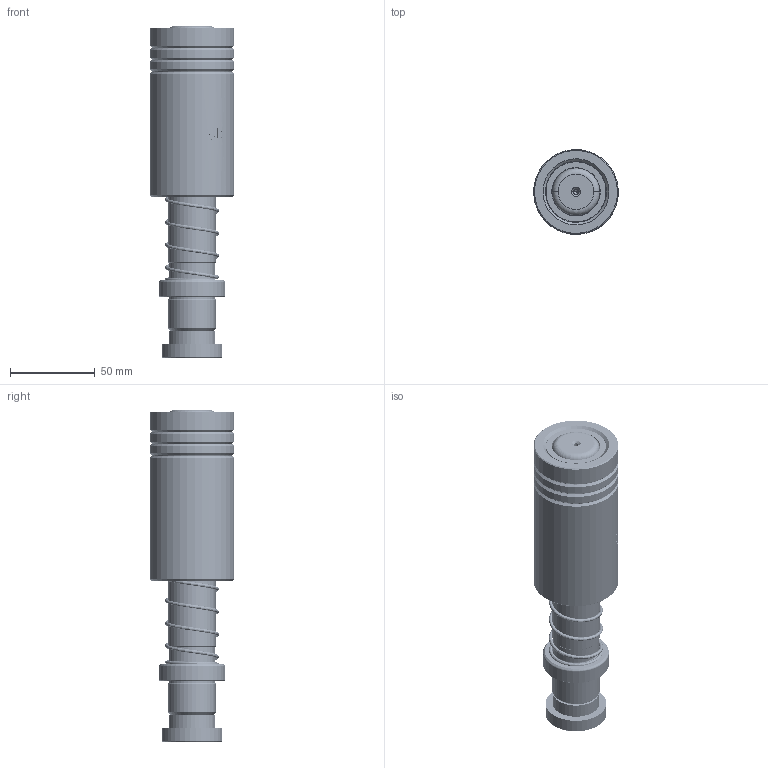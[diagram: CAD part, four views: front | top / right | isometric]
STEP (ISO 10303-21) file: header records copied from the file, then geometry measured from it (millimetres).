
FILE_DESCRIPTION (( 'STEP AP214' ), '1' );
FILE_NAME ('HBSH(HBJH)-D28-L160(BL-100).STEP', '2021-08-28T01:06:28', ( '' ), ( '' ), 'SwSTEP 2.0', 'SolidWorks 2016', '' );
FILE_SCHEMA (( 'AUTOMOTIVE_DESIGN' ));
Length unit declared in the file: millimetre
Products named in the file (267): BALL-D4; DRP蹟簽D28; BSH-D35.5-28.5-L75郪蚾; HWP-D31.3-d28.5-L80; BSH-35.5-28.5-L75; HBSH(HBJH)-D28-L160(BL-100); DRP-D28-L160; TBB-D50-d36-L100
Assembly tree (261 placements, depth 3):
  BALL-D4
  BALL-D4
  BALL-D4
  BALL-D4
  BALL-D4
Bounding box: 49.9 x 49.9 x 196 mm (x, y, z)
Volume: 241616.5 mm3; surface area: 95002.2 mm2
Topology: 257 solids, 257 shells, 1152 faces, 4931 edges, 3270 vertices
Faces by surface type: sphere 1008, cylinder 42, cone 40, torus 24, plane 24, bspline 14
Entity records: 53841 total; most frequent: CARTESIAN_POINT 32266, ORIENTED_EDGE 3796, DIRECTION 3270, EDGE_CURVE 1898, AXIS2_PLACEMENT_3D 1575, VERTEX_POINT 1242, EDGE_LOOP 1142, B_SPLINE_CURVE_WITH_KNOTS 1109
